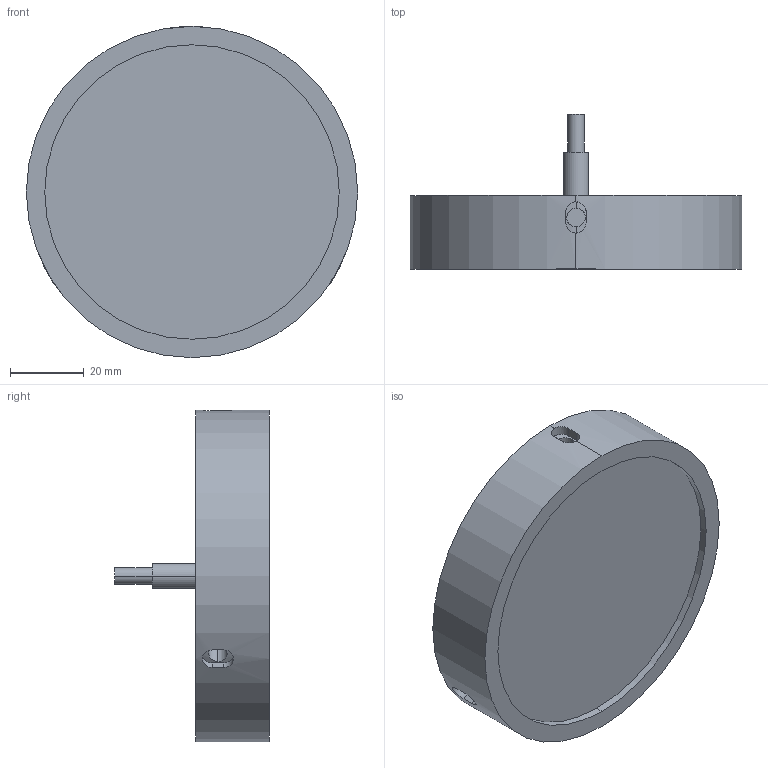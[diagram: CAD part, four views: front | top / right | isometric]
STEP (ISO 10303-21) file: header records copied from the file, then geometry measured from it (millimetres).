
FILE_DESCRIPTION (( 'STEP AP203' ), '1' );
FILE_NAME ('Window coating support.STEP', '2012-05-02T14:39:26', ( '' ), ( '' ), 'SwSTEP 2.0', 'SolidWorks 2011', '' );
FILE_SCHEMA (( 'CONFIG_CONTROL_DESIGN' ));
Length unit declared in the file: millimetre
Products named in the file (5): Shaft^Ensamblaje soporte cristal; Window^Ensamblaje soporte cristal; Window coating support; Soporte (tapa) para cristal; Soporte base para cristal
Assembly tree (4 placements, depth 2):
  Window coating support
    Soporte (tapa) para cristal
    Shaft^Ensamblaje soporte cristal
    Window^Ensamblaje soporte cristal
    Soporte base para cristal
Bounding box: 90 x 42.06 x 90 mm (x, y, z)
Volume: 99284.8 mm3; surface area: 42251.8 mm2
Topology: 4 solids, 4 shells, 61 faces, 139 edges, 90 vertices
Faces by surface type: cylinder 32, plane 21, cone 8
Entity records: 2806 total; most frequent: CARTESIAN_POINT 885, DIRECTION 305, ORIENTED_EDGE 278, EDGE_CURVE 139, AXIS2_PLACEMENT_3D 122, VERTEX_POINT 90, EDGE_LOOP 75, VECTOR 61
